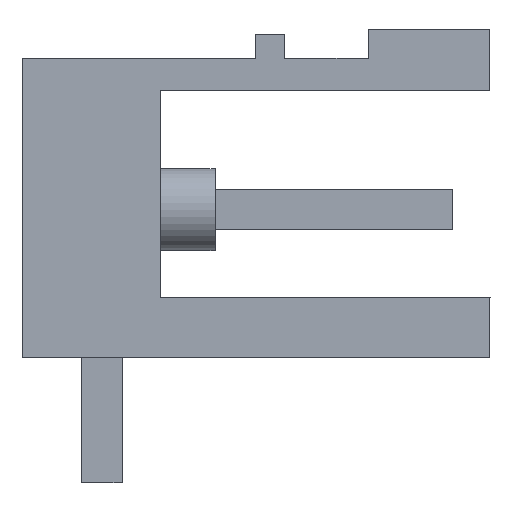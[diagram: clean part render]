
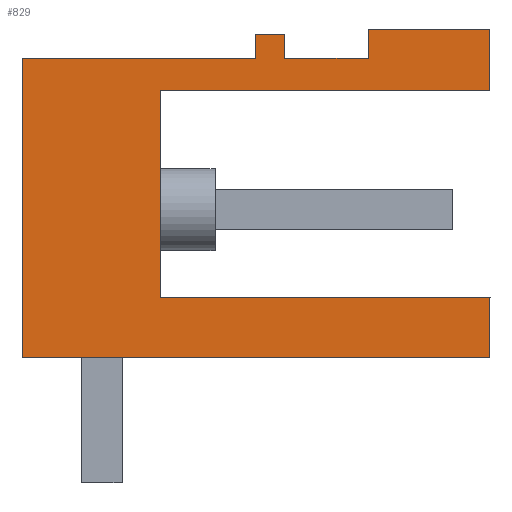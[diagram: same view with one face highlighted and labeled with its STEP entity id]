
A CAD part, left-side view. The second image highlights one B-rep face of the part: STEP entity #829.
In plain terms, the highlighted planar face has unit normal (-1, 0, 0).
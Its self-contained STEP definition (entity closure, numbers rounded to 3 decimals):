
#729=AXIS2_PLACEMENT_3D('Plane Axis2P3D',#726,#727,#728) ;
#254=CARTESIAN_POINT('Vertex',(0.,12.,1.5)) ;
#257=CARTESIAN_POINT('Line Origine',(0.,12.,5.34)) ;
#261=CARTESIAN_POINT('Vertex',(0.,12.,9.18)) ;
#610=CARTESIAN_POINT('Vertex',(0.,0.,1.5)) ;
#613=CARTESIAN_POINT('Line Origine',(0.,6.,1.5)) ;
#726=CARTESIAN_POINT('Axis2P3D Location',(0.,12.,0.)) ;
#731=CARTESIAN_POINT('Line Origine',(0.,0.,9.146)) ;
#735=CARTESIAN_POINT('Vertex',(0.,0.,8.363)) ;
#737=CARTESIAN_POINT('Vertex',(0.,0.,9.93)) ;
#740=CARTESIAN_POINT('Line Origine',(0.,1.56,9.93)) ;
#744=CARTESIAN_POINT('Vertex',(0.,3.12,9.93)) ;
#747=CARTESIAN_POINT('Line Origine',(0.,3.12,9.555)) ;
#751=CARTESIAN_POINT('Vertex',(0.,3.12,9.18)) ;
#754=CARTESIAN_POINT('Line Origine',(0.,4.195,9.18)) ;
#758=CARTESIAN_POINT('Vertex',(0.,5.27,9.18)) ;
#761=CARTESIAN_POINT('Line Origine',(0.,5.27,9.49)) ;
#765=CARTESIAN_POINT('Vertex',(0.,5.27,9.8)) ;
#768=CARTESIAN_POINT('Line Origine',(0.,5.645,9.8)) ;
#772=CARTESIAN_POINT('Vertex',(0.,6.02,9.8)) ;
#775=CARTESIAN_POINT('Line Origine',(0.,6.02,9.49)) ;
#779=CARTESIAN_POINT('Vertex',(0.,6.02,9.18)) ;
#782=CARTESIAN_POINT('Line Origine',(0.,9.01,9.18)) ;
#787=CARTESIAN_POINT('Line Origine',(0.,0.,2.275)) ;
#791=CARTESIAN_POINT('Vertex',(0.,0.,3.05)) ;
#794=CARTESIAN_POINT('Line Origine',(0.,4.225,3.05)) ;
#798=CARTESIAN_POINT('Vertex',(0.,8.45,3.05)) ;
#801=CARTESIAN_POINT('Line Origine',(0.,8.45,5.707)) ;
#805=CARTESIAN_POINT('Vertex',(0.,8.45,8.363)) ;
#808=CARTESIAN_POINT('Line Origine',(0.,4.225,8.363)) ;
#258=DIRECTION('Vector Direction',(0.,0.,-1.)) ;
#614=DIRECTION('Vector Direction',(0.,1.,0.)) ;
#727=DIRECTION('Axis2P3D Direction',(-1.,0.,0.)) ;
#728=DIRECTION('Axis2P3D XDirection',(0.,-1.,0.)) ;
#732=DIRECTION('Vector Direction',(0.,0.,-1.)) ;
#741=DIRECTION('Vector Direction',(0.,1.,0.)) ;
#748=DIRECTION('Vector Direction',(0.,0.,1.)) ;
#755=DIRECTION('Vector Direction',(0.,1.,0.)) ;
#762=DIRECTION('Vector Direction',(0.,0.,1.)) ;
#769=DIRECTION('Vector Direction',(0.,-1.,0.)) ;
#776=DIRECTION('Vector Direction',(0.,0.,1.)) ;
#783=DIRECTION('Vector Direction',(0.,-1.,0.)) ;
#788=DIRECTION('Vector Direction',(0.,0.,1.)) ;
#795=DIRECTION('Vector Direction',(0.,1.,0.)) ;
#802=DIRECTION('Vector Direction',(0.,0.,1.)) ;
#809=DIRECTION('Vector Direction',(0.,1.,0.)) ;
#259=VECTOR('Line Direction',#258,1.) ;
#615=VECTOR('Line Direction',#614,1.) ;
#733=VECTOR('Line Direction',#732,1.) ;
#742=VECTOR('Line Direction',#741,1.) ;
#749=VECTOR('Line Direction',#748,1.) ;
#756=VECTOR('Line Direction',#755,1.) ;
#763=VECTOR('Line Direction',#762,1.) ;
#770=VECTOR('Line Direction',#769,1.) ;
#777=VECTOR('Line Direction',#776,1.) ;
#784=VECTOR('Line Direction',#783,1.) ;
#789=VECTOR('Line Direction',#788,1.) ;
#796=VECTOR('Line Direction',#795,1.) ;
#803=VECTOR('Line Direction',#802,1.) ;
#810=VECTOR('Line Direction',#809,1.) ;
#814=ORIENTED_EDGE('',*,*,#739,.T.) ;
#815=ORIENTED_EDGE('',*,*,#746,.T.) ;
#816=ORIENTED_EDGE('',*,*,#753,.T.) ;
#817=ORIENTED_EDGE('',*,*,#760,.T.) ;
#818=ORIENTED_EDGE('',*,*,#767,.T.) ;
#819=ORIENTED_EDGE('',*,*,#774,.T.) ;
#820=ORIENTED_EDGE('',*,*,#781,.T.) ;
#821=ORIENTED_EDGE('',*,*,#786,.F.) ;
#822=ORIENTED_EDGE('',*,*,#263,.T.) ;
#823=ORIENTED_EDGE('',*,*,#617,.F.) ;
#824=ORIENTED_EDGE('',*,*,#793,.T.) ;
#825=ORIENTED_EDGE('',*,*,#800,.T.) ;
#826=ORIENTED_EDGE('',*,*,#807,.T.) ;
#827=ORIENTED_EDGE('',*,*,#812,.T.) ;
#829=ADVANCED_FACE('Housing',(#828),#730,.T.) ;
#263=EDGE_CURVE('',#262,#255,#260,.T.) ;
#617=EDGE_CURVE('',#611,#255,#616,.T.) ;
#739=EDGE_CURVE('',#736,#738,#734,.F.) ;
#746=EDGE_CURVE('',#738,#745,#743,.T.) ;
#753=EDGE_CURVE('',#745,#752,#750,.F.) ;
#760=EDGE_CURVE('',#752,#759,#757,.T.) ;
#767=EDGE_CURVE('',#759,#766,#764,.T.) ;
#774=EDGE_CURVE('',#766,#773,#771,.F.) ;
#781=EDGE_CURVE('',#773,#780,#778,.F.) ;
#786=EDGE_CURVE('',#262,#780,#785,.T.) ;
#793=EDGE_CURVE('',#611,#792,#790,.T.) ;
#800=EDGE_CURVE('',#792,#799,#797,.T.) ;
#807=EDGE_CURVE('',#799,#806,#804,.T.) ;
#812=EDGE_CURVE('',#806,#736,#811,.F.) ;
#813=EDGE_LOOP('',(#814,#815,#816,#817,#818,#819,#820,#821,#822,#823,#824,#825,#826,#827)) ;
#828=FACE_OUTER_BOUND('',#813,.T.) ;
#260=LINE('Line',#257,#259) ;
#616=LINE('Line',#613,#615) ;
#734=LINE('Line',#731,#733) ;
#743=LINE('Line',#740,#742) ;
#750=LINE('Line',#747,#749) ;
#757=LINE('Line',#754,#756) ;
#764=LINE('Line',#761,#763) ;
#771=LINE('Line',#768,#770) ;
#778=LINE('Line',#775,#777) ;
#785=LINE('Line',#782,#784) ;
#790=LINE('Line',#787,#789) ;
#797=LINE('Line',#794,#796) ;
#804=LINE('Line',#801,#803) ;
#811=LINE('Line',#808,#810) ;
#730=PLANE('',#729) ;
#255=VERTEX_POINT('',#254) ;
#262=VERTEX_POINT('',#261) ;
#611=VERTEX_POINT('',#610) ;
#736=VERTEX_POINT('',#735) ;
#738=VERTEX_POINT('',#737) ;
#745=VERTEX_POINT('',#744) ;
#752=VERTEX_POINT('',#751) ;
#759=VERTEX_POINT('',#758) ;
#766=VERTEX_POINT('',#765) ;
#773=VERTEX_POINT('',#772) ;
#780=VERTEX_POINT('',#779) ;
#792=VERTEX_POINT('',#791) ;
#799=VERTEX_POINT('',#798) ;
#806=VERTEX_POINT('',#805) ;
